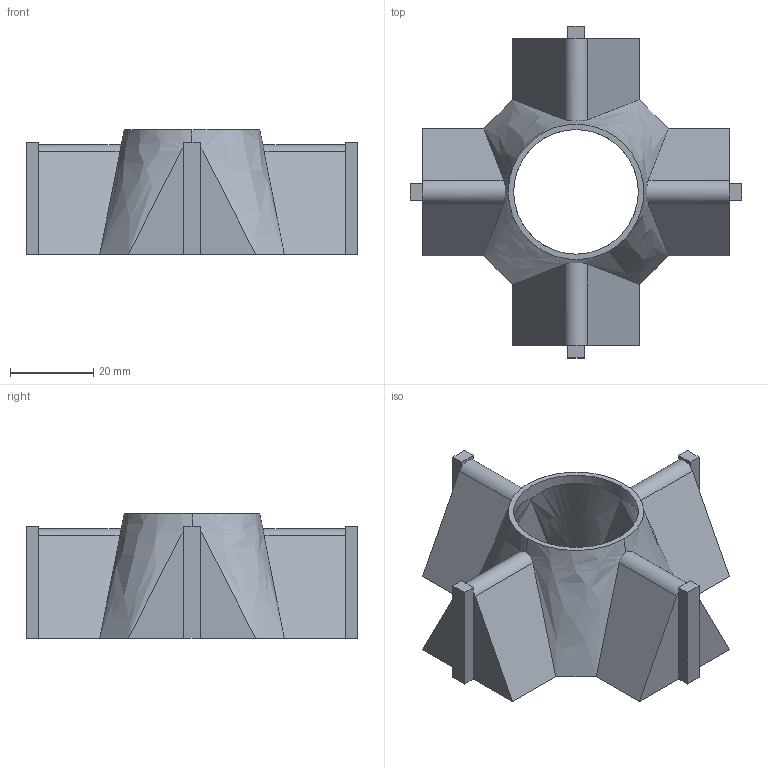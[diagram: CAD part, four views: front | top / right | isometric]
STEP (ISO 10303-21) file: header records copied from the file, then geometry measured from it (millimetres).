
FILE_DESCRIPTION(('STEP AP214'), '1');
FILE_NAME('挓蠈罻蠈錪', '', ('UNSPECIFIED'), ('UNSPECIFIED'), 'ASCON STEP Converter 1.6', 'ASCON Math Kernel', '');
FILE_SCHEMA(('AUTOMOTIVE_DESIGN { 1 0 10303 214 3 1 1}'));
Length unit declared in the file: millimetre
Products named in the file (1): 挓蠈罻蠈錪
Bounding box: 79.9 x 79.9 x 30 mm (x, y, z)
Volume: 17102.2 mm3; surface area: 17538.8 mm2
Topology: 1 solids, 1 shells, 79 faces, 207 edges, 130 vertices
Faces by surface type: plane 66, bspline 8, cylinder 5
Full cylindrical faces by diameter (mm): 30 x1
Entity records: 6779 total; most frequent: CARTESIAN_POINT 4268, ORIENTED_EDGE 412, DIRECTION 322, EDGE_CURVE 206, LINE 148, VECTOR 148, VERTEX_POINT 130, AXIS2_PLACEMENT_3D 87
